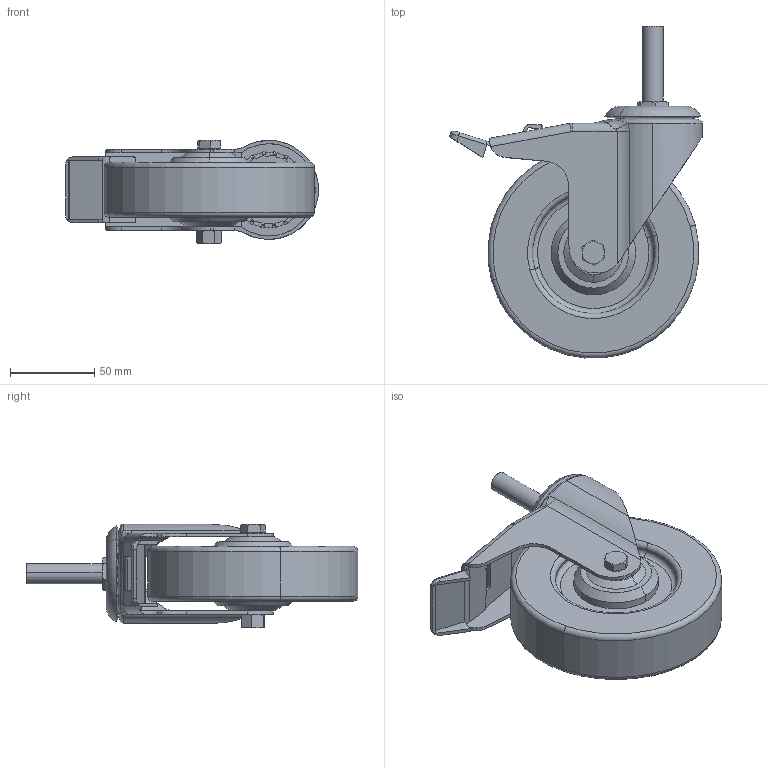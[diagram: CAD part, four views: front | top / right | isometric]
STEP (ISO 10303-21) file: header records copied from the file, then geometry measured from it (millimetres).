
FILE_DESCRIPTION (( 'STEP AP214' ), '1' );
FILE_NAME ('A326 Êîëåñî ñ òîðìîçîì O125 Ì12õ45.STEP', '2019-05-27T08:02:42', ( 'Ïîëüçîâàòåëü Windows' ), ( '' ), 'SwSTEP 2.0', 'SolidWorks 2018', '' );
FILE_SCHEMA (( 'AUTOMOTIVE_DESIGN' ));
Length unit declared in the file: millimetre
Products named in the file (10): Êðûøêà_00; hex nut gradec_din_Hexagon Nut ISO 4034 - M8 - N; 瓔螵00; A326 Êîëåñî ñ òîðìîçîì O125 Ì12õ45; ﾇ瓊頸濱00; 秬謽鍡_00; 鍔錓_00; 扻錼勷_00; hex bolt gradeab_din_DIN EN 24014 - M8 x 55 x 22-N; 昢膼瘔膻嬅00
Assembly tree (10 placements, depth 2):
  A326 Êîëåñî ñ òîðìîçîì O125 Ì12õ45
    昢膼瘔膻嬅00
    鍔錓_00
    瓔螵00
    Êðûøêà_00
    秬謽鍡_00
    扻錼勷_00
    ﾇ瓊頸濱00  x2
    hex bolt gradeab_din_DIN EN 24014 - M8 x 55 x 22-N
    hex nut gradec_din_Hexagon Nut ISO 4034 - M8 - N
Bounding box: 149.8 x 196.56 x 61.25 mm (x, y, z)
Volume: 412326.6 mm3; surface area: 105903.7 mm2
Topology: 10 solids, 10 shells, 399 faces, 1012 edges, 642 vertices
Faces by surface type: plane 182, cone 100, cylinder 78, torus 30, bspline 9
Entity records: 13778 total; most frequent: CARTESIAN_POINT 4200, ORIENTED_EDGE 1944, DIRECTION 1840, EDGE_CURVE 972, AXIS2_PLACEMENT_3D 709, VERTEX_POINT 618, LINE 422, VECTOR 422
